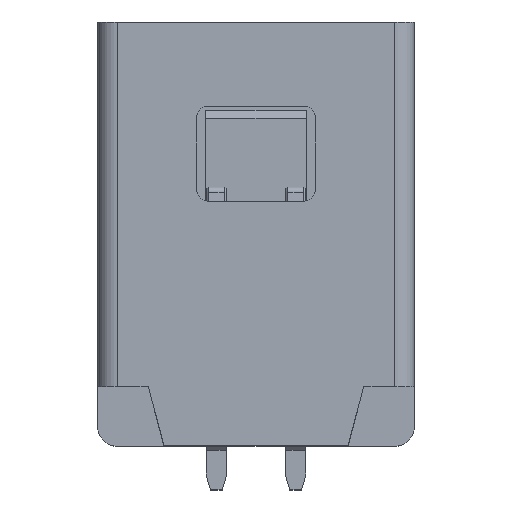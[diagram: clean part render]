
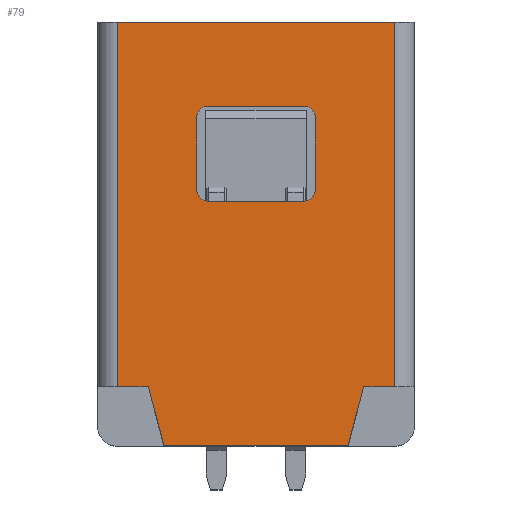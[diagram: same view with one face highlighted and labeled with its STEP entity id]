
A CAD part, top view. The second image highlights one B-rep face of the part: STEP entity #79.
In plain terms, the highlighted planar face has unit normal (0, 0, 1).
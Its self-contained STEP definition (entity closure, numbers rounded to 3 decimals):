
#79=ADVANCED_FACE('',(#357,#358),#359,.T.);
#357=FACE_OUTER_BOUND('',#896,.T.);
#358=FACE_BOUND('',#897,.T.);
#359=PLANE('',#898);
#896=EDGE_LOOP('',(#1486,#1487,#1488,#1489,#1490,#1491,#1492,#1493));
#897=EDGE_LOOP('',(#1494,#1495,#1496,#1497,#1498,#1499,#1500,#1501));
#898=AXIS2_PLACEMENT_3D('',#1502,#1503,#1504);
#1486=ORIENTED_EDGE('',*,*,#3628,.F.);
#1487=ORIENTED_EDGE('',*,*,#3629,.F.);
#1488=ORIENTED_EDGE('',*,*,#3630,.F.);
#1489=ORIENTED_EDGE('',*,*,#3631,.T.);
#1490=ORIENTED_EDGE('',*,*,#3632,.T.);
#1491=ORIENTED_EDGE('',*,*,#3633,.F.);
#1492=ORIENTED_EDGE('',*,*,#3607,.T.);
#1493=ORIENTED_EDGE('',*,*,#3627,.T.);
#1494=ORIENTED_EDGE('',*,*,#3634,.T.);
#1495=ORIENTED_EDGE('',*,*,#3635,.T.);
#1496=ORIENTED_EDGE('',*,*,#3636,.T.);
#1497=ORIENTED_EDGE('',*,*,#3637,.T.);
#1498=ORIENTED_EDGE('',*,*,#3638,.T.);
#1499=ORIENTED_EDGE('',*,*,#3639,.T.);
#1500=ORIENTED_EDGE('',*,*,#3640,.T.);
#1501=ORIENTED_EDGE('',*,*,#3641,.T.);
#1502=CARTESIAN_POINT('',(-2.0,-2.675,1.55));
#1503=DIRECTION('',(0.0,0.0,1.0));
#1504=DIRECTION('',(1.0,0.0,0.0));
#3607=EDGE_CURVE('',#4311,#4309,#4312,.T.);
#3627=EDGE_CURVE('',#4309,#4347,#4349,.T.);
#3628=EDGE_CURVE('',#4350,#4347,#4351,.T.);
#3629=EDGE_CURVE('',#4352,#4350,#4353,.T.);
#3630=EDGE_CURVE('',#4354,#4352,#4355,.T.);
#3631=EDGE_CURVE('',#4354,#4356,#4357,.T.);
#3632=EDGE_CURVE('',#4356,#4358,#4359,.T.);
#3633=EDGE_CURVE('',#4311,#4358,#4360,.T.);
#3634=EDGE_CURVE('',#4361,#4362,#4363,.T.);
#3635=EDGE_CURVE('',#4362,#4364,#4365,.T.);
#3636=EDGE_CURVE('',#4364,#4366,#4367,.T.);
#3637=EDGE_CURVE('',#4366,#4368,#4369,.T.);
#3638=EDGE_CURVE('',#4368,#4370,#4371,.T.);
#3639=EDGE_CURVE('',#4370,#4372,#4373,.T.);
#3640=EDGE_CURVE('',#4372,#4374,#4375,.T.);
#3641=EDGE_CURVE('',#4374,#4361,#4376,.T.);
#4309=VERTEX_POINT('',#5422);
#4311=VERTEX_POINT('',#5425);
#4312=LINE('',#5426,#5427);
#4347=VERTEX_POINT('',#5479);
#4349=LINE('',#5482,#5483);
#4350=VERTEX_POINT('',#5484);
#4351=LINE('',#5485,#5486);
#4352=VERTEX_POINT('',#5487);
#4353=LINE('',#5488,#5489);
#4354=VERTEX_POINT('',#5490);
#4355=LINE('',#5491,#5492);
#4356=VERTEX_POINT('',#5493);
#4357=LINE('',#5494,#5495);
#4358=VERTEX_POINT('',#5496);
#4359=LINE('',#5497,#5498);
#4360=LINE('',#5499,#5500);
#4361=VERTEX_POINT('',#5501);
#4362=VERTEX_POINT('',#5502);
#4363=CIRCLE('',#5503,0.15);
#4364=VERTEX_POINT('',#5504);
#4365=LINE('',#5505,#5506);
#4366=VERTEX_POINT('',#5507);
#4367=CIRCLE('',#5508,0.15);
#4368=VERTEX_POINT('',#5509);
#4369=LINE('',#5510,#5511);
#4370=VERTEX_POINT('',#5512);
#4371=CIRCLE('',#5513,0.15);
#4372=VERTEX_POINT('',#5514);
#4373=LINE('',#5515,#5516);
#4374=VERTEX_POINT('',#5517);
#4375=CIRCLE('',#5518,0.15);
#4376=LINE('',#5519,#5520);
#5422=CARTESIAN_POINT('',(1.16,-2.675,1.55));
#5425=CARTESIAN_POINT('',(-1.16,-2.675,1.55));
#5426=CARTESIAN_POINT('',(-1.16,-2.675,1.55));
#5427=VECTOR('',#7156,2.32);
#5479=CARTESIAN_POINT('',(1.36,-1.925,1.55));
#5482=CARTESIAN_POINT('',(1.16,-2.675,1.55));
#5483=VECTOR('',#7178,0.776);
#5484=CARTESIAN_POINT('',(1.75,-1.925,1.55));
#5485=CARTESIAN_POINT('',(1.75,-1.925,1.55));
#5486=VECTOR('',#7179,0.39);
#5487=CARTESIAN_POINT('',(1.75,2.675,1.55));
#5488=CARTESIAN_POINT('',(1.75,2.675,1.55));
#5489=VECTOR('',#7180,4.6);
#5490=CARTESIAN_POINT('',(-1.75,2.675,1.55));
#5491=CARTESIAN_POINT('',(-1.75,2.675,1.55));
#5492=VECTOR('',#7181,3.5);
#5493=CARTESIAN_POINT('',(-1.75,-1.925,1.55));
#5494=CARTESIAN_POINT('',(-1.75,2.675,1.55));
#5495=VECTOR('',#7182,4.6);
#5496=CARTESIAN_POINT('',(-1.36,-1.925,1.55));
#5497=CARTESIAN_POINT('',(-1.75,-1.925,1.55));
#5498=VECTOR('',#7183,0.39);
#5499=CARTESIAN_POINT('',(-1.16,-2.675,1.55));
#5500=VECTOR('',#7184,0.776);
#5501=CARTESIAN_POINT('',(0.75,0.565,1.55));
#5502=CARTESIAN_POINT('',(0.6,0.415,1.55));
#5503=AXIS2_PLACEMENT_3D('',#7185,#7186,#7187);
#5504=CARTESIAN_POINT('',(-0.6,0.415,1.55));
#5505=CARTESIAN_POINT('',(0.6,0.415,1.55));
#5506=VECTOR('',#7188,1.2);
#5507=CARTESIAN_POINT('',(-0.75,0.565,1.55));
#5508=AXIS2_PLACEMENT_3D('',#7189,#7190,#7191);
#5509=CARTESIAN_POINT('',(-0.75,1.465,1.55));
#5510=CARTESIAN_POINT('',(-0.75,0.565,1.55));
#5511=VECTOR('',#7192,0.9);
#5512=CARTESIAN_POINT('',(-0.6,1.615,1.55));
#5513=AXIS2_PLACEMENT_3D('',#7193,#7194,#7195);
#5514=CARTESIAN_POINT('',(0.6,1.615,1.55));
#5515=CARTESIAN_POINT('',(-0.6,1.615,1.55));
#5516=VECTOR('',#7196,1.2);
#5517=CARTESIAN_POINT('',(0.75,1.465,1.55));
#5518=AXIS2_PLACEMENT_3D('',#7197,#7198,#7199);
#5519=CARTESIAN_POINT('',(0.75,1.465,1.55));
#5520=VECTOR('',#7200,0.9);
#7156=DIRECTION('',(1.0,0.0,0.0));
#7178=DIRECTION('',(0.258,0.966,0.0));
#7179=DIRECTION('',(-1.0,0.0,0.0));
#7180=DIRECTION('',(0.0,-1.0,0.0));
#7181=DIRECTION('',(1.0,0.0,0.0));
#7182=DIRECTION('',(0.0,-1.0,0.0));
#7183=DIRECTION('',(1.0,0.0,0.0));
#7184=DIRECTION('',(-0.258,0.966,0.0));
#7185=CARTESIAN_POINT('',(0.6,0.565,1.55));
#7186=DIRECTION('',(0.0,0.0,-1.0));
#7187=DIRECTION('',(1.0,0.0,0.0));
#7188=DIRECTION('',(-1.0,0.0,0.0));
#7189=CARTESIAN_POINT('',(-0.6,0.565,1.55));
#7190=DIRECTION('',(0.0,0.0,-1.0));
#7191=DIRECTION('',(0.,-1.0,0.0));
#7192=DIRECTION('',(0.0,1.0,0.0));
#7193=CARTESIAN_POINT('',(-0.6,1.465,1.55));
#7194=DIRECTION('',(0.0,0.0,-1.0));
#7195=DIRECTION('',(-1.0,0.0,0.0));
#7196=DIRECTION('',(1.0,0.0,0.0));
#7197=CARTESIAN_POINT('',(0.6,1.465,1.55));
#7198=DIRECTION('',(0.0,0.0,-1.0));
#7199=DIRECTION('',(0.0,1.0,0.0));
#7200=DIRECTION('',(0.0,-1.0,0.0));
